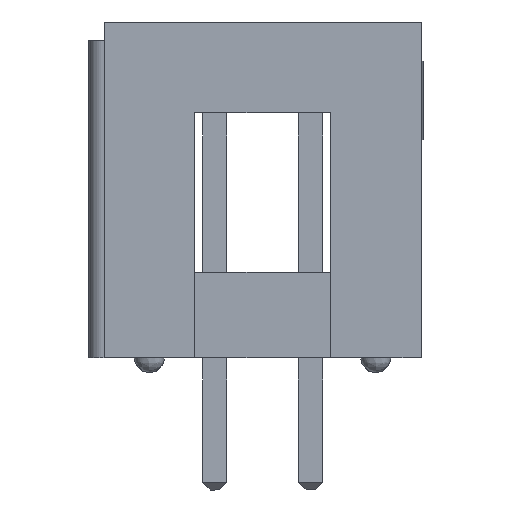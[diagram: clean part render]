
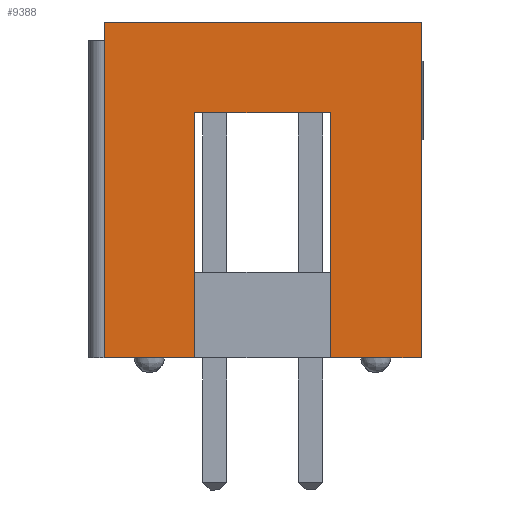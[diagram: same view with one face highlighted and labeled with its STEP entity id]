
A CAD part, left-side view. The second image highlights one B-rep face of the part: STEP entity #9388.
In plain terms, the highlighted planar face has unit normal (-1, 0, 0).
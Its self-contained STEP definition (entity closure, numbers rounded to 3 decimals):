
#478 = PLANE ( 'NONE',  #10369 ) ;
#503 = VERTEX_POINT ( 'NONE', #5883 ) ;
#631 = CARTESIAN_POINT ( 'NONE',  ( -20.31, 5.47, -2.27 ) ) ;
#767 = DIRECTION ( 'NONE',  ( 0., 0., -1. ) ) ;
#813 = ORIENTED_EDGE ( 'NONE', *, *, #5523, .T. ) ;
#891 = CARTESIAN_POINT ( 'NONE',  ( -20.31, -0.53, -2.27 ) ) ;
#966 = ORIENTED_EDGE ( 'NONE', *, *, #7813, .T. ) ;
#1370 = ORIENTED_EDGE ( 'NONE', *, *, #13312, .F. ) ;
#1925 = CARTESIAN_POINT ( 'NONE',  ( -20.31, 3.07, 4.23 ) ) ;
#2102 = VECTOR ( 'NONE', #2162, 1000. ) ;
#2162 = DIRECTION ( 'NONE',  ( 0., -1., 0. ) ) ;
#2453 = VERTEX_POINT ( 'NONE', #631 ) ;
#2887 = CARTESIAN_POINT ( 'NONE',  ( -20.31, -2.93, -2.27 ) ) ;
#2951 = ORIENTED_EDGE ( 'NONE', *, *, #8525, .T. ) ;
#3276 = ORIENTED_EDGE ( 'NONE', *, *, #6019, .T. ) ;
#3351 = VECTOR ( 'NONE', #3844, 1000. ) ;
#3576 = VERTEX_POINT ( 'NONE', #8253 ) ;
#3837 = VECTOR ( 'NONE', #9552, 1000. ) ;
#3844 = DIRECTION ( 'NONE',  ( 0., 0., 1. ) ) ;
#3851 = VERTEX_POINT ( 'NONE', #8801 ) ;
#4002 = CARTESIAN_POINT ( 'NONE',  ( -20.31, 5.47, 6.63 ) ) ;
#4134 = CARTESIAN_POINT ( 'NONE',  ( -20.31, 5.47, -2.27 ) ) ;
#4483 = FACE_OUTER_BOUND ( 'NONE', #12863, .T. ) ;
#4614 = LINE ( 'NONE', #2887, #3351 ) ;
#5241 = LINE ( 'NONE', #4134, #10741 ) ;
#5523 = EDGE_CURVE ( 'NONE', #3576, #6631, #10744, .T. ) ;
#5549 = CARTESIAN_POINT ( 'NONE',  ( -20.31, -2.93, 4.23 ) ) ;
#5561 = CARTESIAN_POINT ( 'NONE',  ( -20.31, 1.27, -2.27 ) ) ;
#5621 = DIRECTION ( 'NONE',  ( 0., 0., 1. ) ) ;
#5663 = LINE ( 'NONE', #891, #10833 ) ;
#5883 = CARTESIAN_POINT ( 'NONE',  ( -20.31, -2.93, -2.27 ) ) ;
#6019 = EDGE_CURVE ( 'NONE', #7775, #11459, #5663, .T. ) ;
#6345 = DIRECTION ( 'NONE',  ( 0., 0., 1. ) ) ;
#6463 = ORIENTED_EDGE ( 'NONE', *, *, #9224, .T. ) ;
#6555 = CARTESIAN_POINT ( 'NONE',  ( -20.31, -2.93, -2.27 ) ) ;
#6631 = VERTEX_POINT ( 'NONE', #1925 ) ;
#6988 = EDGE_CURVE ( 'NONE', #503, #3851, #4614, .T. ) ;
#7140 = VECTOR ( 'NONE', #7579, 1000. ) ;
#7214 = VECTOR ( 'NONE', #13294, 1000. ) ;
#7320 = VERTEX_POINT ( 'NONE', #4002 ) ;
#7579 = DIRECTION ( 'NONE',  ( 0., -1., 0. ) ) ;
#7775 = VERTEX_POINT ( 'NONE', #11847 ) ;
#7813 = EDGE_CURVE ( 'NONE', #2453, #3576, #12596, .T. ) ;
#7988 = VECTOR ( 'NONE', #6345, 1000. ) ;
#8159 = CARTESIAN_POINT ( 'NONE',  ( -20.31, 1.27, 6.63 ) ) ;
#8253 = CARTESIAN_POINT ( 'NONE',  ( -20.31, 3.07, -2.27 ) ) ;
#8461 = CARTESIAN_POINT ( 'NONE',  ( -20.31, 3.07, -2.27 ) ) ;
#8525 = EDGE_CURVE ( 'NONE', #6631, #7775, #10304, .T. ) ;
#8649 = DIRECTION ( 'NONE',  ( -1., 0., 0. ) ) ;
#8801 = CARTESIAN_POINT ( 'NONE',  ( -20.31, -2.93, 6.63 ) ) ;
#9224 = EDGE_CURVE ( 'NONE', #11459, #503, #12051, .T. ) ;
#9386 = ORIENTED_EDGE ( 'NONE', *, *, #6988, .T. ) ;
#9388 = ADVANCED_FACE ( 'NONE', ( #4483 ), #478, .T. ) ;
#9515 = DIRECTION ( 'NONE',  ( 0., 0., 1. ) ) ;
#9552 = DIRECTION ( 'NONE',  ( 0., -1., 0. ) ) ;
#9951 = LINE ( 'NONE', #8159, #7214 ) ;
#10304 = LINE ( 'NONE', #5549, #2102 ) ;
#10369 = AXIS2_PLACEMENT_3D ( 'NONE', #6555, #8649, #5621 ) ;
#10700 = ORIENTED_EDGE ( 'NONE', *, *, #11312, .F. ) ;
#10741 = VECTOR ( 'NONE', #9515, 1000. ) ;
#10744 = LINE ( 'NONE', #8461, #7988 ) ;
#10833 = VECTOR ( 'NONE', #767, 1000. ) ;
#10893 = CARTESIAN_POINT ( 'NONE',  ( -20.31, -0.53, -2.27 ) ) ;
#11312 = EDGE_CURVE ( 'NONE', #7320, #3851, #9951, .T. ) ;
#11459 = VERTEX_POINT ( 'NONE', #10893 ) ;
#11847 = CARTESIAN_POINT ( 'NONE',  ( -20.31, -0.53, 4.23 ) ) ;
#12051 = LINE ( 'NONE', #12189, #3837 ) ;
#12189 = CARTESIAN_POINT ( 'NONE',  ( -20.31, 1.27, -2.27 ) ) ;
#12596 = LINE ( 'NONE', #5561, #7140 ) ;
#12863 = EDGE_LOOP ( 'NONE', ( #1370, #966, #813, #2951, #3276, #6463, #9386, #10700 ) ) ;
#13294 = DIRECTION ( 'NONE',  ( 0., -1., 0. ) ) ;
#13312 = EDGE_CURVE ( 'NONE', #2453, #7320, #5241, .T. ) ;
